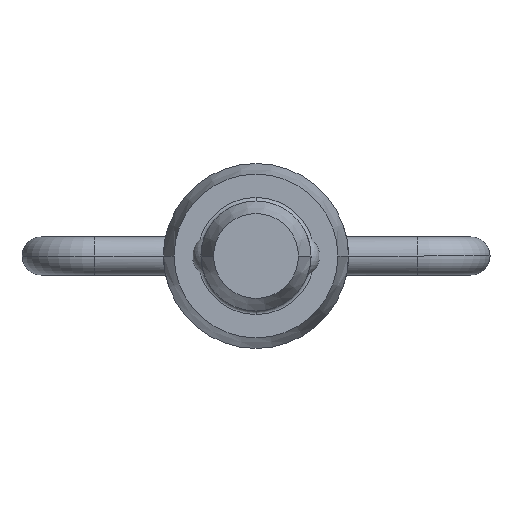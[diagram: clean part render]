
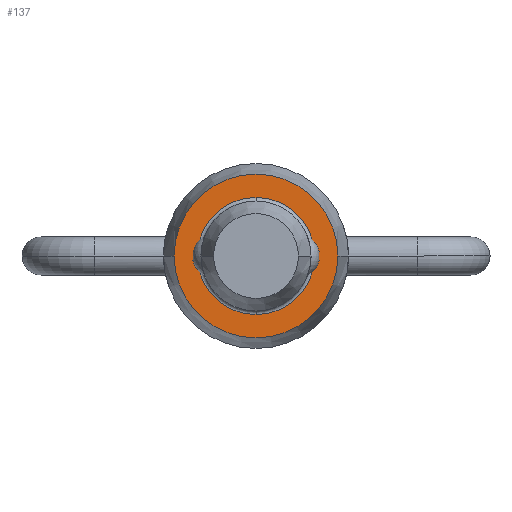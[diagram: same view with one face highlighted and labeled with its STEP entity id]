
A CAD part, front view. The second image highlights one B-rep face of the part: STEP entity #137.
In plain terms, the highlighted planar face has unit normal (0, -1, 0).
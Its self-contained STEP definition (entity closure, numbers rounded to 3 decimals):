
#137=ADVANCED_FACE('',(#274,#275),#276,.T.);
#274=FACE_OUTER_BOUND('',#407,.T.);
#275=FACE_BOUND('',#408,.T.);
#276=PLANE('',#409);
#407=EDGE_LOOP('',(#744,#745));
#408=EDGE_LOOP('',(#746,#747,#748));
#409=AXIS2_PLACEMENT_3D('',#749,#750,#751);
#744=ORIENTED_EDGE('',*,*,#921,.T.);
#745=ORIENTED_EDGE('',*,*,#886,.T.);
#746=ORIENTED_EDGE('',*,*,#924,.T.);
#747=ORIENTED_EDGE('',*,*,#815,.T.);
#748=ORIENTED_EDGE('',*,*,#925,.T.);
#749=CARTESIAN_POINT('',(-4.355,0.,0.0));
#750=DIRECTION('',(0.,-1.0,0.0));
#751=DIRECTION('',(1.0,0.,0.0));
#815=EDGE_CURVE('',#972,#978,#980,.T.);
#886=EDGE_CURVE('',#1083,#1081,#1084,.T.);
#921=EDGE_CURVE('',#1081,#1083,#1125,.T.);
#924=EDGE_CURVE('',#1128,#972,#1129,.T.);
#925=EDGE_CURVE('',#978,#1128,#1130,.T.);
#972=VERTEX_POINT('',#1221);
#978=VERTEX_POINT('',#1227);
#980=CIRCLE('',#1229,3.375);
#1081=VERTEX_POINT('',#1408);
#1083=VERTEX_POINT('',#1411);
#1084=CIRCLE('',#1412,4.722);
#1125=CIRCLE('',#1530,4.722);
#1128=VERTEX_POINT('',#1533);
#1129=CIRCLE('',#1534,3.375);
#1130=CIRCLE('',#1535,3.375);
#1221=CARTESIAN_POINT('',(0.,0.,3.375));
#1227=CARTESIAN_POINT('',(0.,0.,-3.375));
#1229=AXIS2_PLACEMENT_3D('',#1579,#1580,#1581);
#1408=CARTESIAN_POINT('',(-4.722,0.0,0.0));
#1411=CARTESIAN_POINT('',(4.722,0.,0.));
#1412=AXIS2_PLACEMENT_3D('',#1701,#1702,#1703);
#1530=AXIS2_PLACEMENT_3D('',#1740,#1741,#1742);
#1533=CARTESIAN_POINT('',(-3.375,0.0,0.0));
#1534=AXIS2_PLACEMENT_3D('',#1743,#1744,#1745);
#1535=AXIS2_PLACEMENT_3D('',#1746,#1747,#1748);
#1579=CARTESIAN_POINT('',(0.,0.0,0.0));
#1580=DIRECTION('',(0.,1.0,0.0));
#1581=DIRECTION('',(-1.0,0.,0.0));
#1701=CARTESIAN_POINT('',(0.,0.,0.));
#1702=DIRECTION('',(0.,-1.0,0.0));
#1703=DIRECTION('',(-1.0,0.,0.0));
#1740=CARTESIAN_POINT('',(0.,0.,0.));
#1741=DIRECTION('',(0.,-1.0,0.0));
#1742=DIRECTION('',(-1.0,0.,0.0));
#1743=CARTESIAN_POINT('',(0.,0.0,0.0));
#1744=DIRECTION('',(0.,1.0,0.0));
#1745=DIRECTION('',(-1.0,0.,0.0));
#1746=CARTESIAN_POINT('',(0.,0.0,0.0));
#1747=DIRECTION('',(0.,1.0,0.0));
#1748=DIRECTION('',(-1.0,0.,0.0));
